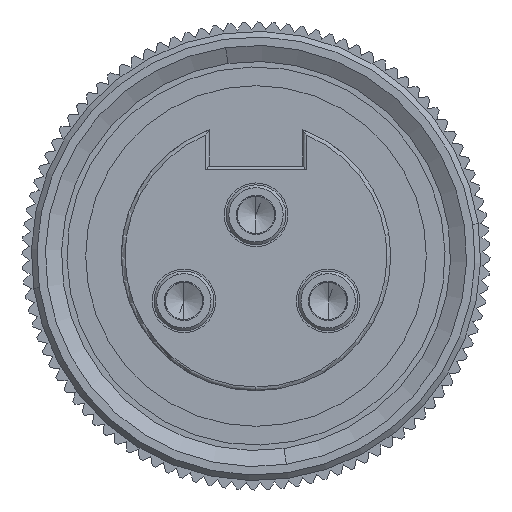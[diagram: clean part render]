
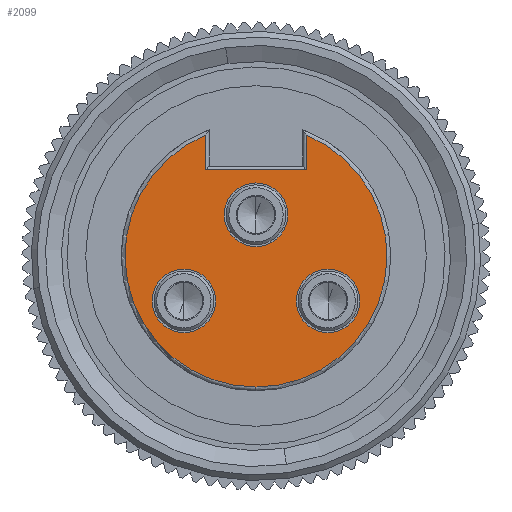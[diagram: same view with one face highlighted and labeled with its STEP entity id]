
A CAD part, front view. The second image highlights one B-rep face of the part: STEP entity #2099.
In plain terms, the highlighted planar face has unit normal (0, -1, 0).
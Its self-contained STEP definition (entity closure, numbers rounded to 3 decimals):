
#247=CARTESIAN_POINT('',(0.,-18.5,0.));
#248=DIRECTION('',(0.,1.,0.));
#249=DIRECTION('',(0.,0.,-1.));
#250=AXIS2_PLACEMENT_3D('',#247,#248,#249);
#252=CARTESIAN_POINT('',(0.,-18.5,0.));
#253=DIRECTION('',(0.,1.,0.));
#254=DIRECTION('',(0.386,0.,0.923));
#255=AXIS2_PLACEMENT_3D('',#252,#253,#254);
#257=CARTESIAN_POINT('',(3.85,-18.5,-2.4));
#258=DIRECTION('',(0.,-1.,0.));
#259=DIRECTION('',(0.,0.,1.));
#260=AXIS2_PLACEMENT_3D('',#257,#258,#259);
#262=CARTESIAN_POINT('',(3.85,-18.5,-2.4));
#263=DIRECTION('',(0.,-1.,0.));
#264=DIRECTION('',(0.,0.,-1.));
#265=AXIS2_PLACEMENT_3D('',#262,#263,#264);
#267=CARTESIAN_POINT('',(-3.85,-18.5,-2.4));
#268=DIRECTION('',(0.,-1.,0.));
#269=DIRECTION('',(0.,0.,1.));
#270=AXIS2_PLACEMENT_3D('',#267,#268,#269);
#272=CARTESIAN_POINT('',(-3.85,-18.5,-2.4));
#273=DIRECTION('',(0.,-1.,0.));
#274=DIRECTION('',(0.,0.,-1.));
#275=AXIS2_PLACEMENT_3D('',#272,#273,#274);
#277=CARTESIAN_POINT('',(0.,-18.5,2.2));
#278=DIRECTION('',(0.,-1.,0.));
#279=DIRECTION('',(0.,0.,1.));
#280=AXIS2_PLACEMENT_3D('',#277,#278,#279);
#282=CARTESIAN_POINT('',(0.,-18.5,2.2));
#283=DIRECTION('',(0.,-1.,0.));
#284=DIRECTION('',(0.,0.,-1.));
#285=AXIS2_PLACEMENT_3D('',#282,#283,#284);
#292=CARTESIAN_POINT('',(2.7,-18.5,6.458));
#314=DIRECTION('',(0.,0.,-1.));
#315=VECTOR('',#314,1.858);
#316=CARTESIAN_POINT('',(2.7,-18.5,6.458));
#317=LINE('',#316,#315);
#332=CARTESIAN_POINT('',(2.7,-18.5,4.6));
#334=DIRECTION('',(-1.,0.,0.));
#335=VECTOR('',#334,5.4);
#336=CARTESIAN_POINT('',(2.7,-18.5,4.6));
#337=LINE('',#336,#335);
#365=CARTESIAN_POINT('',(-2.7,-18.5,4.6));
#367=DIRECTION('',(0.,0.,1.));
#368=VECTOR('',#367,1.858);
#369=CARTESIAN_POINT('',(-2.7,-18.5,4.6));
#370=LINE('',#369,#368);
#1334=VERTEX_POINT('',#292);
#1337=CARTESIAN_POINT('',(0.,-18.5,-7.));
#1338=CARTESIAN_POINT('',(-2.7,-18.5,6.458));
#1339=VERTEX_POINT('',#1337);
#1340=VERTEX_POINT('',#1338);
#1341=CARTESIAN_POINT('',(3.85,-18.5,-0.7));
#1342=CARTESIAN_POINT('',(3.85,-18.5,-4.1));
#1343=VERTEX_POINT('',#1341);
#1344=VERTEX_POINT('',#1342);
#1345=CARTESIAN_POINT('',(-3.85,-18.5,-0.7));
#1346=CARTESIAN_POINT('',(-3.85,-18.5,-4.1));
#1347=VERTEX_POINT('',#1345);
#1348=VERTEX_POINT('',#1346);
#1349=CARTESIAN_POINT('',(0.,-18.5,3.9));
#1350=CARTESIAN_POINT('',(0.,-18.5,0.5));
#1351=VERTEX_POINT('',#1349);
#1352=VERTEX_POINT('',#1350);
#1363=VERTEX_POINT('',#332);
#1364=VERTEX_POINT('',#365);
#2066=CARTESIAN_POINT('',(0.,-18.5,-0.271));
#2067=DIRECTION('',(0.,1.,0.));
#2068=DIRECTION('',(0.,0.,-1.));
#2069=AXIS2_PLACEMENT_3D('',#2066,#2067,#2068);
#2070=PLANE('',#2069);
#2072=ORIENTED_EDGE('',*,*,#2071,.T.);
#2074=ORIENTED_EDGE('',*,*,#2073,.F.);
#2076=ORIENTED_EDGE('',*,*,#2075,.F.);
#2078=ORIENTED_EDGE('',*,*,#2077,.F.);
#2080=ORIENTED_EDGE('',*,*,#2079,.T.);
#2081=EDGE_LOOP('',(#2072,#2074,#2076,#2078,#2080));
#2082=FACE_OUTER_BOUND('',#2081,.F.);
#2084=ORIENTED_EDGE('',*,*,#2083,.T.);
#2086=ORIENTED_EDGE('',*,*,#2085,.T.);
#2087=EDGE_LOOP('',(#2084,#2086));
#2088=FACE_BOUND('',#2087,.F.);
#2089=ORIENTED_EDGE('',*,*,#2046,.T.);
#2090=ORIENTED_EDGE('',*,*,#2060,.T.);
#2091=EDGE_LOOP('',(#2089,#2090));
#2092=FACE_BOUND('',#2091,.F.);
#2094=ORIENTED_EDGE('',*,*,#2093,.T.);
#2096=ORIENTED_EDGE('',*,*,#2095,.T.);
#2097=EDGE_LOOP('',(#2094,#2096));
#2098=FACE_BOUND('',#2097,.F.);
#2099=ADVANCED_FACE('',(#2082,#2088,#2092,#2098),#2070,.F.);
#251=CIRCLE('',#250,7.);
#256=CIRCLE('',#255,7.);
#261=CIRCLE('',#260,1.7);
#266=CIRCLE('',#265,1.7);
#271=CIRCLE('',#270,1.7);
#276=CIRCLE('',#275,1.7);
#281=CIRCLE('',#280,1.7);
#286=CIRCLE('',#285,1.7);
#2046=EDGE_CURVE('',#1347,#1348,#271,.T.);
#2060=EDGE_CURVE('',#1348,#1347,#276,.T.);
#2071=EDGE_CURVE('',#1339,#1340,#251,.T.);
#2073=EDGE_CURVE('',#1364,#1340,#370,.T.);
#2075=EDGE_CURVE('',#1363,#1364,#337,.T.);
#2077=EDGE_CURVE('',#1334,#1363,#317,.T.);
#2079=EDGE_CURVE('',#1334,#1339,#256,.T.);
#2083=EDGE_CURVE('',#1343,#1344,#261,.T.);
#2085=EDGE_CURVE('',#1344,#1343,#266,.T.);
#2093=EDGE_CURVE('',#1351,#1352,#281,.T.);
#2095=EDGE_CURVE('',#1352,#1351,#286,.T.);
